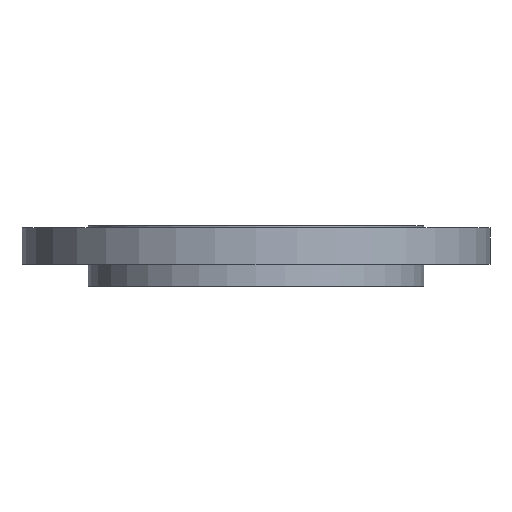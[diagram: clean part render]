
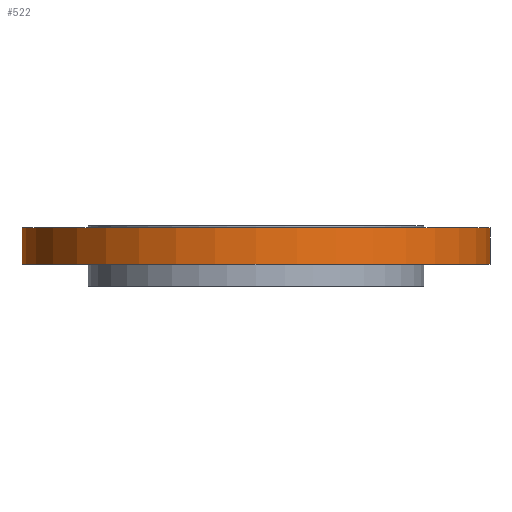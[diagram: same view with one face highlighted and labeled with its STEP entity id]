
A CAD part, front view. The second image highlights one B-rep face of the part: STEP entity #522.
In plain terms, the highlighted cylindrical face has radius 171.45 mm (diameter 342.9 mm), a partial arc.
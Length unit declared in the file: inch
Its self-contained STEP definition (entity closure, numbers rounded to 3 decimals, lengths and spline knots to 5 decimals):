
#8 = CARTESIAN_POINT ( 'NONE',  ( 0., 0., -0.0625 ) ) ;
#15 = VERTEX_POINT ( 'NONE', #390 ) ;
#31 = EDGE_CURVE ( 'NONE', #476, #15, #698, .T. ) ;
#53 = ORIENTED_EDGE ( 'NONE', *, *, #305, .T. ) ;
#64 = ORIENTED_EDGE ( 'NONE', *, *, #149, .F. ) ;
#105 = DIRECTION ( 'NONE',  ( 0., 0., 1. ) ) ;
#115 = VERTEX_POINT ( 'NONE', #955 ) ;
#134 = EDGE_CURVE ( 'NONE', #695, #476, #902, .T. ) ;
#149 = EDGE_CURVE ( 'NONE', #15, #115, #188, .T. ) ;
#159 = DIRECTION ( 'NONE',  ( 0., 0., 1. ) ) ;
#178 = DIRECTION ( 'NONE',  ( 1., 0., 0. ) ) ;
#185 = DIRECTION ( 'NONE',  ( 0., 0., 1. ) ) ;
#188 = CIRCLE ( 'NONE', #516, 6.75 ) ;
#268 = FACE_OUTER_BOUND ( 'NONE', #759, .T. ) ;
#305 = EDGE_CURVE ( 'NONE', #695, #115, #890, .T. ) ;
#390 = CARTESIAN_POINT ( 'NONE',  ( -6.75, 0., -0.0625 ) ) ;
#400 = CARTESIAN_POINT ( 'NONE',  ( 0., 0., -1.12 ) ) ;
#406 = AXIS2_PLACEMENT_3D ( 'NONE', #881, #185, #565 ) ;
#407 = DIRECTION ( 'NONE',  ( 1., 0., 0. ) ) ;
#436 = AXIS2_PLACEMENT_3D ( 'NONE', #400, #483, #407 ) ;
#476 = VERTEX_POINT ( 'NONE', #507 ) ;
#483 = DIRECTION ( 'NONE',  ( 0., 0., -1. ) ) ;
#507 = CARTESIAN_POINT ( 'NONE',  ( -6.75, 0., -1.12 ) ) ;
#508 = CARTESIAN_POINT ( 'NONE',  ( 6.75, 0., -20.21188 ) ) ;
#516 = AXIS2_PLACEMENT_3D ( 'NONE', #8, #105, #178 ) ;
#522 = ADVANCED_FACE ( 'NONE', ( #268 ), #574, .T. ) ;
#534 = CARTESIAN_POINT ( 'NONE',  ( 6.75, 0., -1.12 ) ) ;
#564 = VECTOR ( 'NONE', #665, 39.37008 ) ;
#565 = DIRECTION ( 'NONE',  ( 1., 0., 0. ) ) ;
#574 = CYLINDRICAL_SURFACE ( 'NONE', #406, 6.75 ) ;
#648 = VECTOR ( 'NONE', #159, 39.37008 ) ;
#665 = DIRECTION ( 'NONE',  ( 0., 0., 1. ) ) ;
#679 = ORIENTED_EDGE ( 'NONE', *, *, #31, .F. ) ;
#685 = CARTESIAN_POINT ( 'NONE',  ( -6.75, 0., -20.21188 ) ) ;
#695 = VERTEX_POINT ( 'NONE', #534 ) ;
#698 = LINE ( 'NONE', #685, #648 ) ;
#759 = EDGE_LOOP ( 'NONE', ( #679, #793, #53, #64 ) ) ;
#793 = ORIENTED_EDGE ( 'NONE', *, *, #134, .F. ) ;
#881 = CARTESIAN_POINT ( 'NONE',  ( 0., 0., -20.21188 ) ) ;
#890 = LINE ( 'NONE', #508, #564 ) ;
#902 = CIRCLE ( 'NONE', #436, 6.75 ) ;
#955 = CARTESIAN_POINT ( 'NONE',  ( 6.75, 0., -0.0625 ) ) ;
